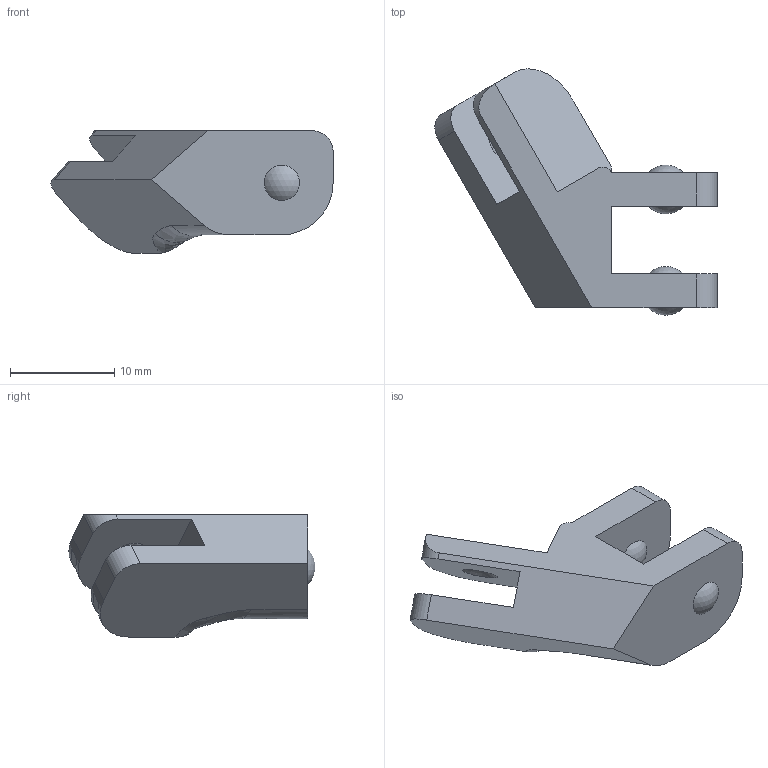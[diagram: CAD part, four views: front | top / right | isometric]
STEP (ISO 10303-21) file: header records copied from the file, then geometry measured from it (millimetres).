
FILE_DESCRIPTION(/* description */ (''),/* implementation_level */ '2;1');
FILE_NAME(/* name */ 'Thumbjoint v0,1.step',/* time_stamp */ '2018-08-24T08:34:41+03:00',/* author */ ('eetu.airaksinenHZQLZ'),/* organization */ (''),/* preprocessor_version */ 'ST-DEVELOPER v17',/* originating_system */ 'Autodesk Translation Framework v7.1.0.215',/* authorisation */ '');
FILE_SCHEMA (('AUTOMOTIVE_DESIGN { 1 0 10303 214 3 1 1 }'));
Length unit declared in the file: millimetre
Products named in the file (1): Thumbjoint
Bounding box: 27.12 x 23.67 x 11.77 mm (x, y, z)
Volume: 1948.5 mm3; surface area: 1775.8 mm2
Topology: 1 solids, 1 shells, 66 faces, 186 edges, 125 vertices
Faces by surface type: plane 36, bspline 13, cylinder 11, sphere 6
Entity records: 2835 total; most frequent: CARTESIAN_POINT 1187, ORIENTED_EDGE 372, DIRECTION 282, EDGE_CURVE 186, VERTEX_POINT 125, LINE 102, VECTOR 102, AXIS2_PLACEMENT_3D 90
